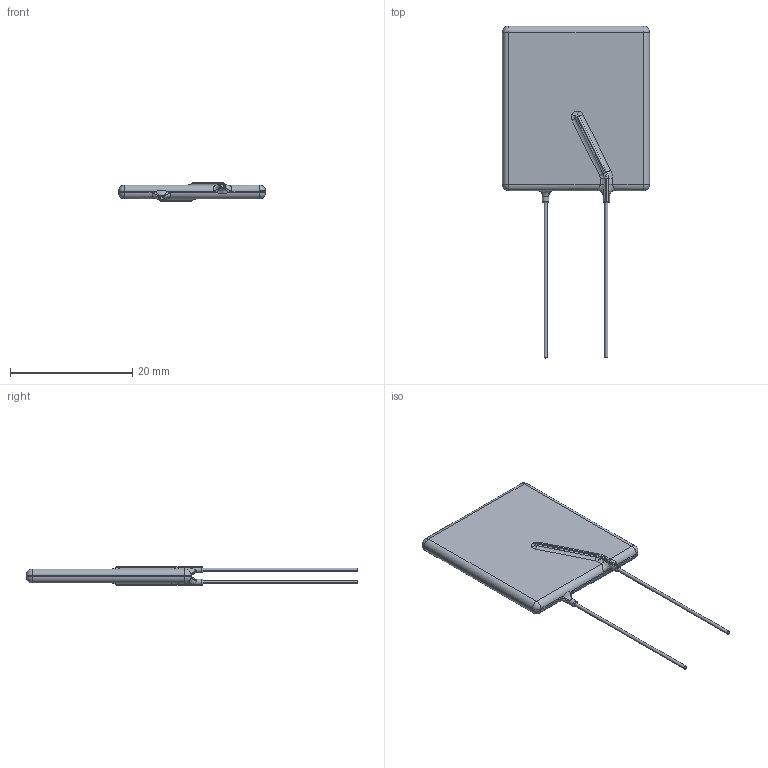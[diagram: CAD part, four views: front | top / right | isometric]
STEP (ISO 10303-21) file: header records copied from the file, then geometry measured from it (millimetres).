
FILE_DESCRIPTION (( 'STEP AP214' ), '1' );
FILE_NAME ('RKEF500-1.STEP', '2023-09-01T17:10:44', ( '' ), ( '' ), 'SwSTEP 2.0', 'SolidWorks 2021', '' );
FILE_SCHEMA (( 'AUTOMOTIVE_DESIGN' ));
Length unit declared in the file: millimetre
Products named in the file (1): RKEF500-1
Bounding box: 24.1 x 54.4 x 3 mm (x, y, z)
Volume: 1464 mm3; surface area: 1590.6 mm2
Topology: 3 solids, 3 shells, 126 faces, 290 edges, 166 vertices
Faces by surface type: cylinder 54, torus 32, plane 16, bspline 14, sphere 10
Entity records: 4420 total; most frequent: CARTESIAN_POINT 1547, DIRECTION 652, ORIENTED_EDGE 568, AXIS2_PLACEMENT_3D 285, EDGE_CURVE 284, CIRCLE 172, VERTEX_POINT 164, ADVANCED_FACE 126
